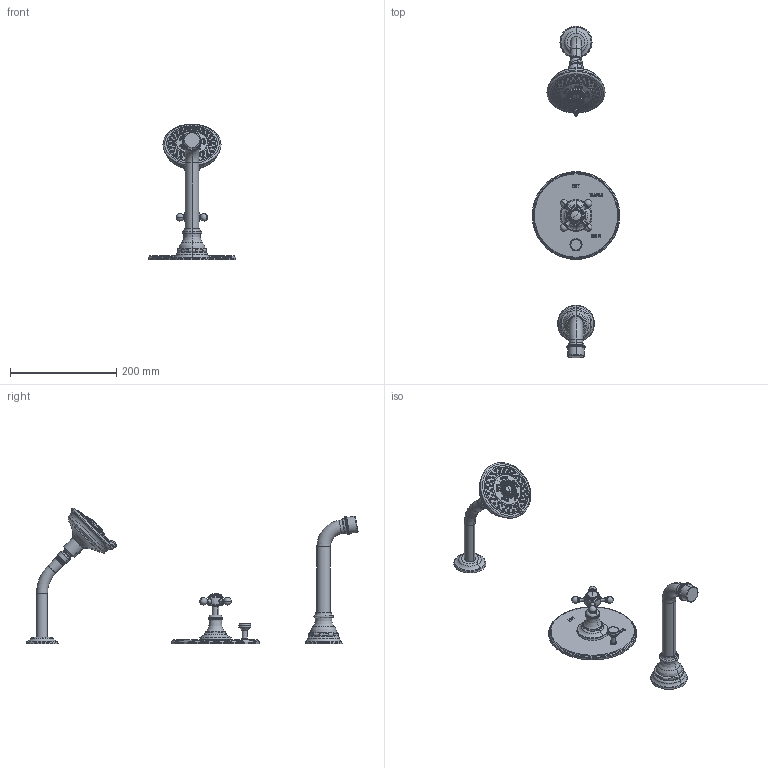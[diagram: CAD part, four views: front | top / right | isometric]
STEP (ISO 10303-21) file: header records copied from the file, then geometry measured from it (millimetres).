
FILE_DESCRIPTION((''),'2;1');
FILE_NAME('3-1762BP','2021-05-27T15:59:26',('jinson.thomas'),(''),'CREO PARAMETRIC BY PTC INC, 2018400','CREO PARAMETRIC BY PTC INC, 2018400','');
FILE_SCHEMA(('CONFIG_CONTROL_DESIGN'));
Length unit declared in the file: inch
Products named in the file (1): 3-1762BP
Bounding box: 165.1 x 623.83 x 255.25 mm (x, y, z)
Volume: 792027.1 mm3; surface area: 141163.9 mm2
Topology: 3 solids, 3 shells, 1827 faces, 3839 edges, 2357 vertices
Faces by surface type: plane 737, torus 433, cone 315, cylinder 223, bspline 101, sphere 16, revolution 2
Entity records: 71612 total; most frequent: CARTESIAN_POINT 33592, DIRECTION 7711, ORIENTED_EDGE 7654, EDGE_CURVE 3827, AXIS2_PLACEMENT_3D 3101, VERTEX_POINT 2357, EDGE_LOOP 2194, FACE_OUTER_BOUND 1827
